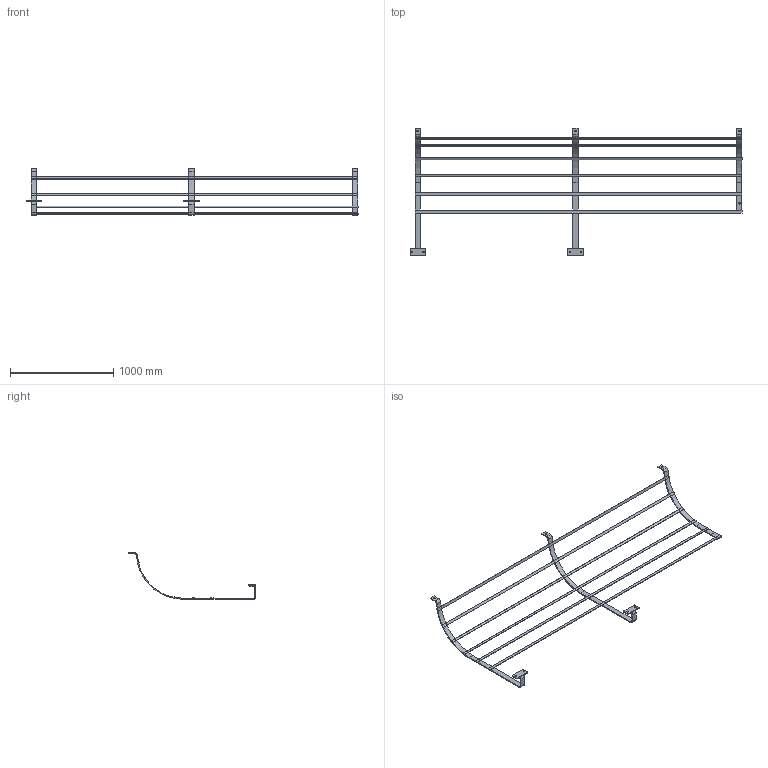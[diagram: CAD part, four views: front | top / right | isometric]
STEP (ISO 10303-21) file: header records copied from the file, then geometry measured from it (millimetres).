
FILE_DESCRIPTION (( 'STEP AP203' ), '1' );
FILE_NAME ('3467-MU103-27_REV_.step', '2026-01-04T05:03:18', ( '' ), ( '' ), 'SwSTEP 2.0', 'SolidWorks 2025', '' );
FILE_SCHEMA (( 'CONFIG_CONTROL_DESIGN' ));
Length unit declared in the file: millimetre
Products named in the file (6): 3467-MU103-20-20; 3467-MU103-20-38_Default<As Machined>; 3467-MU103-20-45; 3467-MU103-20-30_Default<As Machined>; 3467-MU103-27_REV_; 3467-MU103-20-36_Default<As Machined>
Assembly tree (11 placements, depth 3):
  3467-MU103-27_REV_
    3467-MU103-20-45  x2
      3467-MU103-20-30_Default<As Machined>
      3467-MU103-20-20
    3467-MU103-20-38_Default<As Machined>
    3467-MU103-20-36_Default<As Machined>  x6
Bounding box: 3220 x 1240 x 450 mm (x, y, z)
Volume: 4723886.6 mm3; surface area: 1713813.7 mm2
Topology: 11 solids, 11 shells, 158 faces, 340 edges, 204 vertices
Faces by surface type: plane 114, cylinder 44
Entity records: 2934 total; most frequent: DIRECTION 408, CARTESIAN_POINT 363, ORIENTED_EDGE 340, EDGE_CURVE 170, AXIS2_PLACEMENT_3D 145, LINE 118, VECTOR 118, VERTEX_POINT 100
